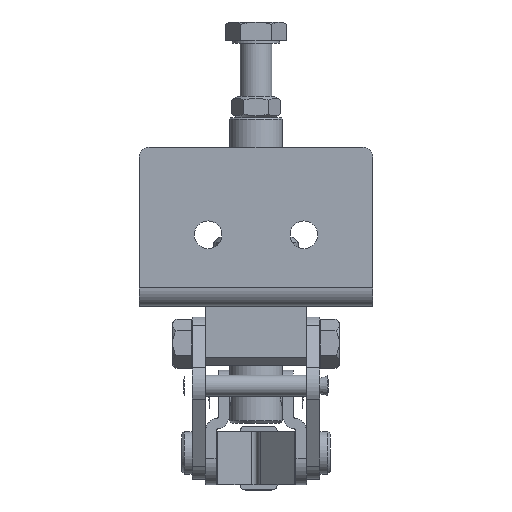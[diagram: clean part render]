
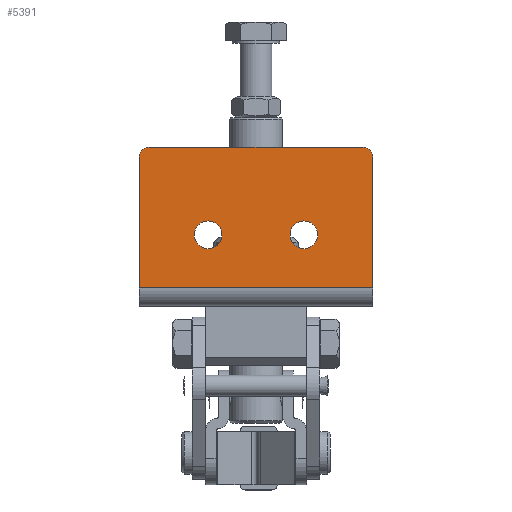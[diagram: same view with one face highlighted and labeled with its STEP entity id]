
A CAD part, front view. The second image highlights one B-rep face of the part: STEP entity #5391.
In plain terms, the highlighted planar face has unit normal (0, -1, 0).
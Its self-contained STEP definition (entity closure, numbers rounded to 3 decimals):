
#237=FACE_BOUND('',#849,.T.);
#238=FACE_BOUND('',#850,.T.);
#283=PLANE('',#5999);
#496=FACE_OUTER_BOUND('',#848,.T.);
#848=EDGE_LOOP('',(#3768,#3769,#3770,#3771,#3772,#3773));
#849=EDGE_LOOP('',(#3774));
#850=EDGE_LOOP('',(#3775));
#1243=LINE('',#8333,#1698);
#1250=LINE('',#8350,#1705);
#1251=LINE('',#8353,#1706);
#1252=LINE('',#8354,#1707);
#1698=VECTOR('',#6648,24.5);
#1705=VECTOR('',#6665,24.5);
#1706=VECTOR('',#6670,40.);
#1707=VECTOR('',#6671,44.);
#2140=CIRCLE('',#5974,2.6);
#2142=CIRCLE('',#5977,2.6);
#2144=CIRCLE('',#5980,2.);
#2150=CIRCLE('',#5989,2.);
#2393=VERTEX_POINT('',#8277);
#2395=VERTEX_POINT('',#8283);
#2397=VERTEX_POINT('',#8289);
#2398=VERTEX_POINT('',#8290);
#2409=VERTEX_POINT('',#8316);
#2410=VERTEX_POINT('',#8317);
#2415=VERTEX_POINT('',#8332);
#2420=VERTEX_POINT('',#8348);
#2922=EDGE_CURVE('',#2393,#2393,#2140,.T.);
#2925=EDGE_CURVE('',#2395,#2395,#2142,.T.);
#2928=EDGE_CURVE('',#2397,#2398,#2144,.T.);
#2940=EDGE_CURVE('',#2409,#2410,#2150,.T.);
#2948=EDGE_CURVE('',#2410,#2415,#1243,.T.);
#2958=EDGE_CURVE('',#2420,#2397,#1250,.T.);
#2960=EDGE_CURVE('',#2398,#2409,#1251,.T.);
#2961=EDGE_CURVE('',#2420,#2415,#1252,.T.);
#3768=ORIENTED_EDGE('',*,*,#2940,.F.);
#3769=ORIENTED_EDGE('',*,*,#2960,.F.);
#3770=ORIENTED_EDGE('',*,*,#2928,.F.);
#3771=ORIENTED_EDGE('',*,*,#2958,.F.);
#3772=ORIENTED_EDGE('',*,*,#2961,.T.);
#3773=ORIENTED_EDGE('',*,*,#2948,.F.);
#3774=ORIENTED_EDGE('',*,*,#2922,.T.);
#3775=ORIENTED_EDGE('',*,*,#2925,.T.);
#5391=ADVANCED_FACE('',(#496,#237,#238),#283,.F.);
#5974=AXIS2_PLACEMENT_3D('',#8278,#6596,#6597);
#5977=AXIS2_PLACEMENT_3D('',#8284,#6603,#6604);
#5980=AXIS2_PLACEMENT_3D('',#8291,#6610,#6611);
#5989=AXIS2_PLACEMENT_3D('',#8318,#6634,#6635);
#5999=AXIS2_PLACEMENT_3D('',#8352,#6668,#6669);
#6596=DIRECTION('center_axis',(0.,1.,0.));
#6597=DIRECTION('ref_axis',(-1.,0.,0.));
#6603=DIRECTION('center_axis',(0.,1.,0.));
#6604=DIRECTION('ref_axis',(-1.,0.,0.));
#6610=DIRECTION('center_axis',(0.,1.,0.));
#6611=DIRECTION('ref_axis',(-0.707,0.,0.707));
#6634=DIRECTION('center_axis',(0.,1.,0.));
#6635=DIRECTION('ref_axis',(0.707,0.,0.707));
#6648=DIRECTION('',(0.,0.,-1.));
#6665=DIRECTION('',(0.,0.,1.));
#6668=DIRECTION('center_axis',(0.,1.,0.));
#6669=DIRECTION('ref_axis',(0.,0.,1.));
#6670=DIRECTION('',(1.,0.,0.));
#6671=DIRECTION('',(1.,0.,0.));
#8277=CARTESIAN_POINT('',(16.156,7.833,13.5));
#8278=CARTESIAN_POINT('Origin',(13.556,7.833,13.5));
#8283=CARTESIAN_POINT('',(-1.844,7.833,13.5));
#8284=CARTESIAN_POINT('Origin',(-4.444,7.833,13.5));
#8289=CARTESIAN_POINT('',(-17.444,7.833,28.));
#8290=CARTESIAN_POINT('',(-15.444,7.833,30.));
#8291=CARTESIAN_POINT('Origin',(-15.444,7.833,28.));
#8316=CARTESIAN_POINT('',(24.556,7.833,30.));
#8317=CARTESIAN_POINT('',(26.556,7.833,28.));
#8318=CARTESIAN_POINT('Origin',(24.556,7.833,28.));
#8332=CARTESIAN_POINT('',(26.556,7.833,3.5));
#8333=CARTESIAN_POINT('',(26.556,7.833,28.));
#8348=CARTESIAN_POINT('',(-17.444,7.833,3.5));
#8350=CARTESIAN_POINT('',(-17.444,7.833,3.5));
#8352=CARTESIAN_POINT('Origin',(4.556,7.833,16.));
#8353=CARTESIAN_POINT('',(-15.444,7.833,30.));
#8354=CARTESIAN_POINT('',(-17.444,7.833,3.5));
